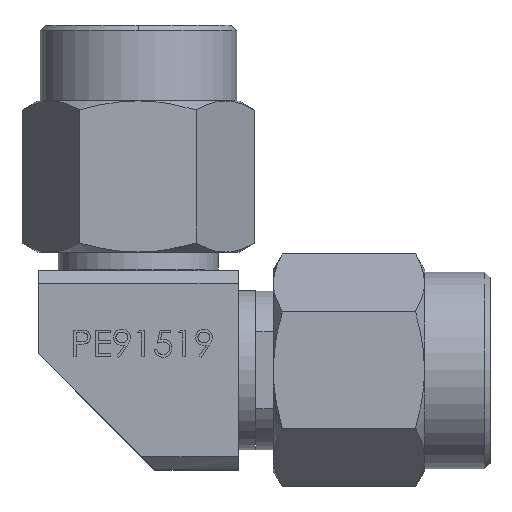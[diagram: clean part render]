
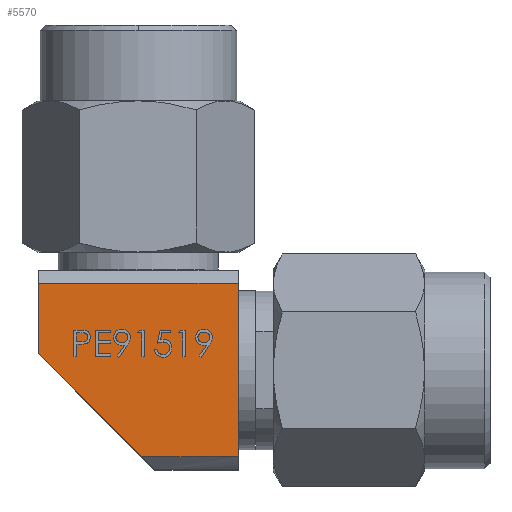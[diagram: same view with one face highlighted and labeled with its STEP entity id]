
A CAD part, top view. The second image highlights one B-rep face of the part: STEP entity #5570.
In plain terms, the highlighted planar face has unit normal (0, 0, 1).
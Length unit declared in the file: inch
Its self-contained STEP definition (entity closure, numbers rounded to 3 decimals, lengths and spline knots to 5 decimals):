
#227 = CARTESIAN_POINT ( 'NONE',  ( -0.33858, 0.02598, 0.15591 ) ) ;
#560 = VERTEX_POINT ( 'NONE', #1721 ) ;
#746 = VERTEX_POINT ( 'NONE', #897 ) ;
#897 = CARTESIAN_POINT ( 'NONE',  ( -0.33858, 0.13553, 0.15591 ) ) ;
#1400 = CARTESIAN_POINT ( 'NONE',  ( 0., 0., 0.15591 ) ) ;
#1432 = VECTOR ( 'NONE', #6840, 39.37008 ) ;
#1721 = CARTESIAN_POINT ( 'NONE',  ( -0.02677, 0.13553, 0.15591 ) ) ;
#1745 = CARTESIAN_POINT ( 'NONE',  ( -0.02677, -0.13553, 0.15591 ) ) ;
#1860 = VERTEX_POINT ( 'NONE', #3893 ) ;
#2141 = EDGE_CURVE ( 'NONE', #3695, #560, #2511, .T. ) ;
#2179 = DIRECTION ( 'NONE',  ( 1., 0., 0. ) ) ;
#2194 = PLANE ( 'NONE',  #5452 ) ;
#2511 = LINE ( 'NONE', #6335, #7091 ) ;
#2568 = VECTOR ( 'NONE', #5244, 39.37008 ) ;
#2623 = DIRECTION ( 'NONE',  ( 0., 1., 0. ) ) ;
#2680 = LINE ( 'NONE', #6177, #1432 ) ;
#2686 = VECTOR ( 'NONE', #6341, 39.37008 ) ;
#2846 = LINE ( 'NONE', #7004, #2568 ) ;
#3262 = LINE ( 'NONE', #7493, #2686 ) ;
#3571 = VERTEX_POINT ( 'NONE', #227 ) ;
#3695 = VERTEX_POINT ( 'NONE', #1745 ) ;
#3893 = CARTESIAN_POINT ( 'NONE',  ( -0.17707, -0.13553, 0.15591 ) ) ;
#4336 = ORIENTED_EDGE ( 'NONE', *, *, #5512, .T. ) ;
#4441 = FACE_OUTER_BOUND ( 'NONE', #5142, .T. ) ;
#4480 = DIRECTION ( 'NONE',  ( 0., 0., 1. ) ) ;
#4870 = ORIENTED_EDGE ( 'NONE', *, *, #6208, .T. ) ;
#4983 = ORIENTED_EDGE ( 'NONE', *, *, #6052, .T. ) ;
#5019 = EDGE_CURVE ( 'NONE', #746, #560, #2846, .T. ) ;
#5142 = EDGE_LOOP ( 'NONE', ( #6573, #6148, #4870, #4336, #4983 ) ) ;
#5166 = LINE ( 'NONE', #7129, #6244 ) ;
#5244 = DIRECTION ( 'NONE',  ( 1., 0., 0. ) ) ;
#5452 = AXIS2_PLACEMENT_3D ( 'NONE', #1400, #4480, #5734 ) ;
#5512 = EDGE_CURVE ( 'NONE', #3571, #1860, #3262, .T. ) ;
#5570 = ADVANCED_FACE ( 'NONE', ( #4441 ), #2194, .T. ) ;
#5734 = DIRECTION ( 'NONE',  ( 1., 0., 0. ) ) ;
#6052 = EDGE_CURVE ( 'NONE', #1860, #3695, #5166, .T. ) ;
#6148 = ORIENTED_EDGE ( 'NONE', *, *, #5019, .F. ) ;
#6177 = CARTESIAN_POINT ( 'NONE',  ( -0.33858, 0.13553, 0.15591 ) ) ;
#6208 = EDGE_CURVE ( 'NONE', #746, #3571, #2680, .T. ) ;
#6244 = VECTOR ( 'NONE', #2179, 39.37008 ) ;
#6335 = CARTESIAN_POINT ( 'NONE',  ( -0.02677, -0.13553, 0.15591 ) ) ;
#6341 = DIRECTION ( 'NONE',  ( 0.707, -0.707, 0. ) ) ;
#6573 = ORIENTED_EDGE ( 'NONE', *, *, #2141, .T. ) ;
#6840 = DIRECTION ( 'NONE',  ( 0., -1., 0. ) ) ;
#7004 = CARTESIAN_POINT ( 'NONE',  ( -0.33858, 0.13553, 0.15591 ) ) ;
#7091 = VECTOR ( 'NONE', #2623, 39.37008 ) ;
#7129 = CARTESIAN_POINT ( 'NONE',  ( -0.17707, -0.13553, 0.15591 ) ) ;
#7493 = CARTESIAN_POINT ( 'NONE',  ( -0.33858, 0.02598, 0.15591 ) ) ;
